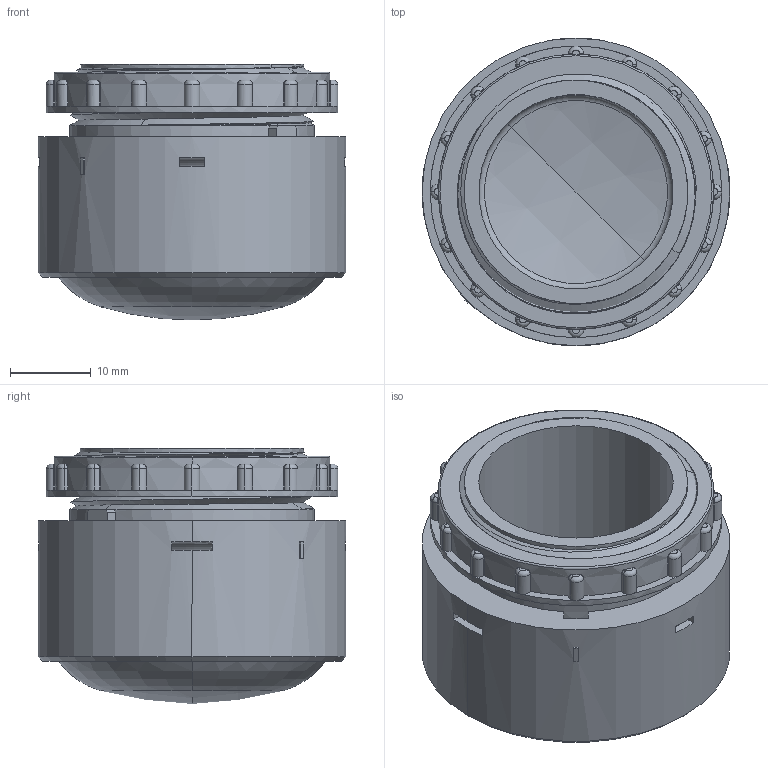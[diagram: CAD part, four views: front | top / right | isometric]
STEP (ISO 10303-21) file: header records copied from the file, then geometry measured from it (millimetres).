
FILE_DESCRIPTION (( 'STEP AP203' ), '1' );
FILE_NAME ('8602A0054-1.STEP', '2015-07-28T13:05:59', ( '' ), ( '' ), 'SwSTEP 2.0', 'SolidWorks 2015', '' );
FILE_SCHEMA (( 'CONFIG_CONTROL_DESIGN' ));
Length unit declared in the file: millimetre
Products named in the file (1): 8602A0054-1
Bounding box: 38 x 38 x 31.6 mm (x, y, z)
Volume: 15397.2 mm3; surface area: 14548.3 mm2
Topology: 2 solids, 3 shells, 377 faces, 1022 edges, 648 vertices
Faces by surface type: plane 151, cylinder 109, torus 65, bspline 23, cone 21, sphere 8
Entity records: 17950 total; most frequent: CARTESIAN_POINT 8498, ORIENTED_EDGE 2044, DIRECTION 1957, EDGE_CURVE 1022, AXIS2_PLACEMENT_3D 782, VERTEX_POINT 648, CIRCLE 427, LINE 393
